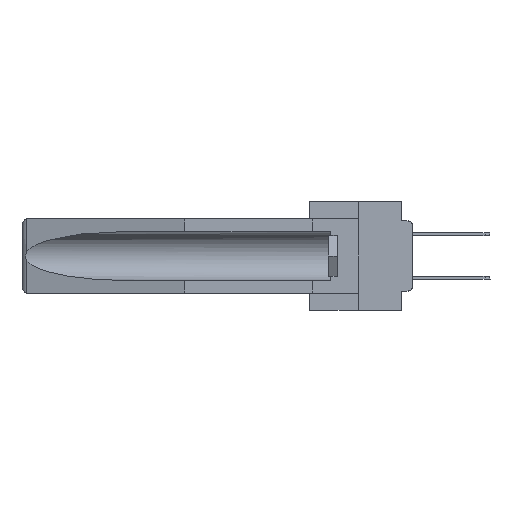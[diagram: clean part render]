
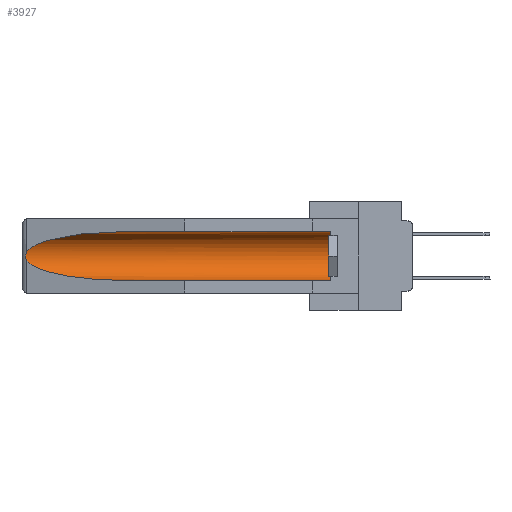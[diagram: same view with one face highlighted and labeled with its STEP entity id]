
A CAD part, left-side view. The second image highlights one B-rep face of the part: STEP entity #3927.
In plain terms, the highlighted cylindrical face has radius 2.857 mm (diameter 5.715 mm), a partial arc.
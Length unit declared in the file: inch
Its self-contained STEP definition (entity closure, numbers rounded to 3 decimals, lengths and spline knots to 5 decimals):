
#747 = EDGE_CURVE ( 'NONE', #1762, #7530, #760, .T. ) ;
#760 =( BOUNDED_CURVE ( )  B_SPLINE_CURVE ( 3, ( #23268, #4930, #7386, #15632 ),
 .UNSPECIFIED., .F., .T. ) 
 B_SPLINE_CURVE_WITH_KNOTS ( ( 4, 4 ),
 ( 0.1948, 1.5708 ),
 .UNSPECIFIED. ) 
 CURVE ( )  GEOMETRIC_REPRESENTATION_ITEM ( )  RATIONAL_B_SPLINE_CURVE ( ( 1., 0.848, 0.848, 1. ) ) 
 REPRESENTATION_ITEM ( '' )  );
#812 = CARTESIAN_POINT ( 'NONE',  ( 0.2675, 1.53308, -0.16763 ) ) ;
#1176 = DIRECTION ( 'NONE',  ( 0., 0., 1. ) ) ;
#1762 = VERTEX_POINT ( 'NONE', #8286 ) ;
#3506 = CARTESIAN_POINT ( 'NONE',  ( 0.26537, 1.52718, -0.19328 ) ) ;
#3927 = ADVANCED_FACE ( 'NONE', ( #34427 ), #31537, .F. ) ;
#4930 = CARTESIAN_POINT ( 'NONE',  ( 0.25451, 1.48313, -0.24835 ) ) ;
#5061 = CARTESIAN_POINT ( 'NONE',  ( 0.155, 1.07973, -0.059 ) ) ;
#5560 = DIRECTION ( 'NONE',  ( 0., 0., 1. ) ) ;
#6548 = CARTESIAN_POINT ( 'NONE',  ( 0.2675, 1.53308, -0.17534 ) ) ;
#7192 = VERTEX_POINT ( 'NONE', #23888 ) ;
#7386 = CARTESIAN_POINT ( 'NONE',  ( 0.21114, 1.30732, -0.284 ) ) ;
#7478 = DIRECTION ( 'NONE',  ( 0., 1., 0. ) ) ;
#7511 = EDGE_CURVE ( 'NONE', #9476, #26413, #30072, .T. ) ;
#7530 = VERTEX_POINT ( 'NONE', #14955 ) ;
#8286 = CARTESIAN_POINT ( 'NONE',  ( 0.26537, 1.52718, -0.19328 ) ) ;
#9476 = VERTEX_POINT ( 'NONE', #11041 ) ;
#9910 = ORIENTED_EDGE ( 'NONE', *, *, #32001, .T. ) ;
#10635 =( BOUNDED_CURVE ( )  B_SPLINE_CURVE ( 3, ( #13486, #15726, #29050, #26268 ),
 .UNSPECIFIED., .F., .F. ) 
 B_SPLINE_CURVE_WITH_KNOTS ( ( 4, 4 ),
 ( 4.71239, 6.08839 ),
 .UNSPECIFIED. ) 
 CURVE ( )  GEOMETRIC_REPRESENTATION_ITEM ( )  RATIONAL_B_SPLINE_CURVE ( ( 1., 0.848, 0.848, 1. ) ) 
 REPRESENTATION_ITEM ( '' )  );
#11041 = CARTESIAN_POINT ( 'NONE',  ( 0.155, 0.126, -0.059 ) ) ;
#11438 = CARTESIAN_POINT ( 'NONE',  ( 0.26597, 1.52961, -0.15275 ) ) ;
#11443 = CARTESIAN_POINT ( 'NONE',  ( 0.155, -0.30754, -0.1715 ) ) ;
#11559 = DIRECTION ( 'NONE',  ( 0., 1., 0. ) ) ;
#12334 = AXIS2_PLACEMENT_3D ( 'NONE', #11443, #11559, #1176 ) ;
#12430 = ORIENTED_EDGE ( 'NONE', *, *, #747, .T. ) ;
#13057 = ORIENTED_EDGE ( 'NONE', *, *, #26720, .T. ) ;
#13375 = ORIENTED_EDGE ( 'NONE', *, *, #16911, .T. ) ;
#13486 = CARTESIAN_POINT ( 'NONE',  ( 0.155, 1.07973, -0.059 ) ) ;
#14087 = CARTESIAN_POINT ( 'NONE',  ( 0.26537, 1.52718, -0.14972 ) ) ;
#14460 = VERTEX_POINT ( 'NONE', #20496 ) ;
#14553 = CARTESIAN_POINT ( 'NONE',  ( 0.26655, 1.53094, -0.18657 ) ) ;
#14848 = DIRECTION ( 'NONE',  ( 0., 1., 0. ) ) ;
#14955 = CARTESIAN_POINT ( 'NONE',  ( 0.155, 1.07973, -0.284 ) ) ;
#15632 = CARTESIAN_POINT ( 'NONE',  ( 0.155, 1.07973, -0.284 ) ) ;
#15726 = CARTESIAN_POINT ( 'NONE',  ( 0.21114, 1.30732, -0.059 ) ) ;
#16765 = CARTESIAN_POINT ( 'NONE',  ( 0.2673, 1.5327, -0.16383 ) ) ;
#16911 = EDGE_CURVE ( 'NONE', #26413, #7192, #10635, .T. ) ;
#18153 = CARTESIAN_POINT ( 'NONE',  ( 0.155, -0.30754, -0.284 ) ) ;
#18389 = VECTOR ( 'NONE', #14848, 39.37008 ) ;
#19202 = ORIENTED_EDGE ( 'NONE', *, *, #7511, .T. ) ;
#19425 = CARTESIAN_POINT ( 'NONE',  ( 0.26597, 1.5296, -0.19026 ) ) ;
#20496 = CARTESIAN_POINT ( 'NONE',  ( 0.155, 0.126, -0.284 ) ) ;
#20698 = EDGE_CURVE ( 'NONE', #14460, #7530, #27052, .T. ) ;
#21236 = DIRECTION ( 'NONE',  ( 0., -1., 0. ) ) ;
#21457 = CARTESIAN_POINT ( 'NONE',  ( 0.155, 0.126, -0.1715 ) ) ;
#23268 = CARTESIAN_POINT ( 'NONE',  ( 0.26537, 1.52718, -0.19328 ) ) ;
#23888 = CARTESIAN_POINT ( 'NONE',  ( 0.26537, 1.52718, -0.14972 ) ) ;
#24197 = CIRCLE ( 'NONE', #31407, 0.1125 ) ;
#24997 = VECTOR ( 'NONE', #7478, 39.37008 ) ;
#26268 = CARTESIAN_POINT ( 'NONE',  ( 0.26537, 1.52718, -0.14972 ) ) ;
#26413 = VERTEX_POINT ( 'NONE', #5061 ) ;
#26720 = EDGE_CURVE ( 'NONE', #7192, #1762, #32749, .T. ) ;
#27052 = LINE ( 'NONE', #18153, #24997 ) ;
#27547 = EDGE_LOOP ( 'NONE', ( #13375, #13057, #12430, #33487, #9910, #19202 ) ) ;
#29050 = CARTESIAN_POINT ( 'NONE',  ( 0.25451, 1.48313, -0.09465 ) ) ;
#30072 = LINE ( 'NONE', #30748, #18389 ) ;
#30462 = CARTESIAN_POINT ( 'NONE',  ( 0.2673, 1.53269, -0.17917 ) ) ;
#30748 = CARTESIAN_POINT ( 'NONE',  ( 0.155, -0.30754, -0.059 ) ) ;
#31407 = AXIS2_PLACEMENT_3D ( 'NONE', #21457, #21236, #5560 ) ;
#31537 = CYLINDRICAL_SURFACE ( 'NONE', #12334, 0.1125 ) ;
#32001 = EDGE_CURVE ( 'NONE', #14460, #9476, #24197, .T. ) ;
#32658 = CARTESIAN_POINT ( 'NONE',  ( 0.26654, 1.53092, -0.15636 ) ) ;
#32749 = B_SPLINE_CURVE_WITH_KNOTS ( 'NONE', 3,
 ( #14087, #11438, #32658, #16765, #812, #6548, #30462, #14553, #19425, #3506 ),
 .UNSPECIFIED., .F., .F.,
 ( 4, 2, 2, 2, 4 ),
 ( 0., 0.00029, 0.00058, 0.00087, 0.00117 ),
 .UNSPECIFIED. ) ;
#33487 = ORIENTED_EDGE ( 'NONE', *, *, #20698, .F. ) ;
#34427 = FACE_OUTER_BOUND ( 'NONE', #27547, .T. ) ;
